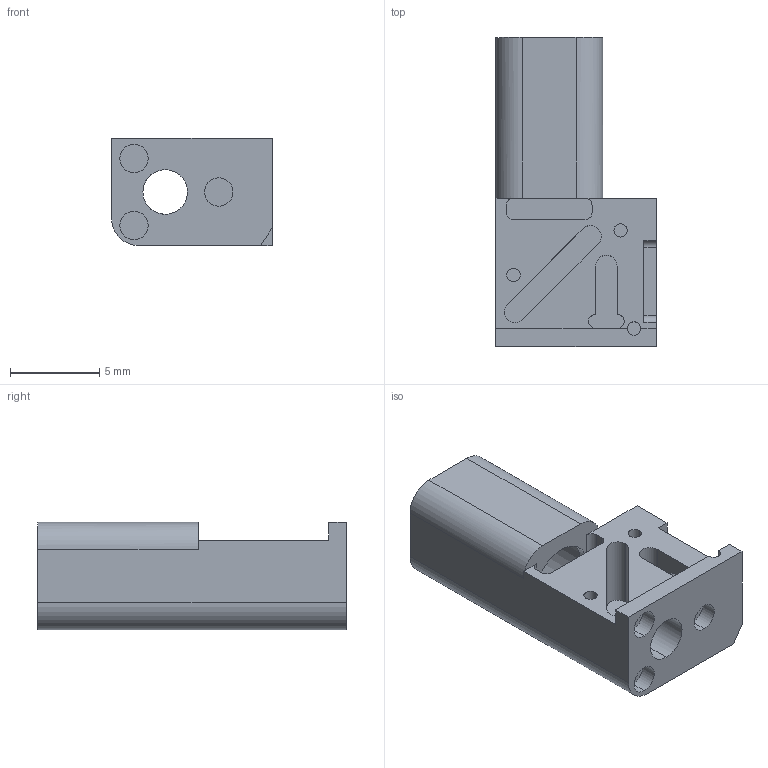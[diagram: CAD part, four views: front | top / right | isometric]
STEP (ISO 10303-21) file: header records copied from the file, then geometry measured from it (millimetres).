
FILE_DESCRIPTION (( 'STEP AP203' ), '1' );
FILE_NAME ('MS_MainBodyv3.2.STEP', '2016-12-17T06:28:25', ( '' ), ( '' ), 'SwSTEP 2.0', 'SolidWorks 2012', '' );
FILE_SCHEMA (( 'CONFIG_CONTROL_DESIGN' ));
Length unit declared in the file: millimetre
Products named in the file (1): MS_MainBodyv3.2
Bounding box: 9 x 17.3 x 6 mm (x, y, z)
Volume: 360.1 mm3; surface area: 873.6 mm2
Topology: 1 solids, 1 shells, 92 faces, 247 edges, 161 vertices
Faces by surface type: plane 47, cylinder 43, sphere 2
Entity records: 2996 total; most frequent: CARTESIAN_POINT 554, DIRECTION 510, ORIENTED_EDGE 486, EDGE_CURVE 243, AXIS2_PLACEMENT_3D 184, VERTEX_POINT 159, LINE 142, VECTOR 142
